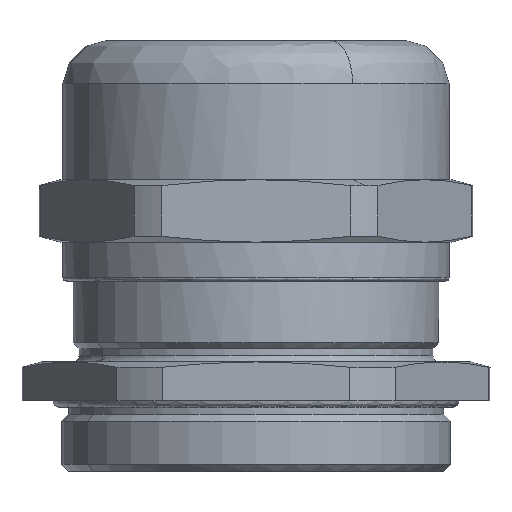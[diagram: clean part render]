
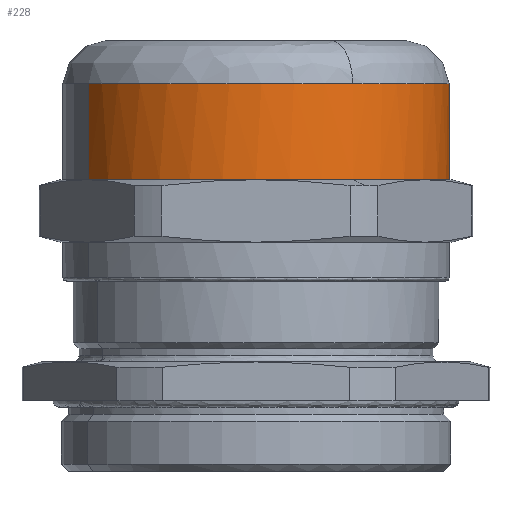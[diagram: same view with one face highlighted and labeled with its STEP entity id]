
A CAD part, left-side view. The second image highlights one B-rep face of the part: STEP entity #228.
In plain terms, the highlighted cylindrical face has radius 24.75 mm (diameter 49.5 mm), a partial arc.
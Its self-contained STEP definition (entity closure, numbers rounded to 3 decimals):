
#214=AXIS2_PLACEMENT_3D('Cylinder Axis2P3D',#211,#212,#213) ;
#218=AXIS2_PLACEMENT_3D('Circle Axis2P3D',#216,#217,$) ;
#55=CARTESIAN_POINT('Vertex',(39.875,8.566,49.65)) ;
#79=CARTESIAN_POINT('Vertex',(6.066,17.625,49.65)) ;
#83=CARTESIAN_POINT('Control Point',(39.875,8.566,49.65)) ;
#84=CARTESIAN_POINT('Control Point',(25.586,0.316,49.65)) ;
#85=CARTESIAN_POINT('Control Point',(12.253,6.908,49.65)) ;
#86=CARTESIAN_POINT('Control Point',(6.066,17.625,49.65)) ;
#113=CARTESIAN_POINT('Vertex',(15.125,51.434,49.65)) ;
#116=CARTESIAN_POINT('Line Origine',(39.875,8.566,43.5)) ;
#120=CARTESIAN_POINT('Vertex',(39.875,8.566,37.35)) ;
#127=CARTESIAN_POINT('Vertex',(15.125,51.434,37.35)) ;
#130=CARTESIAN_POINT('Line Origine',(15.125,51.434,43.5)) ;
#162=CARTESIAN_POINT('Control Point',(6.066,17.625,49.65)) ;
#163=CARTESIAN_POINT('Control Point',(-0.122,28.342,49.65)) ;
#164=CARTESIAN_POINT('Control Point',(0.836,43.184,49.65)) ;
#165=CARTESIAN_POINT('Control Point',(15.125,51.434,49.65)) ;
#211=CARTESIAN_POINT('Axis2P3D Location',(27.5,30.,43.5)) ;
#216=CARTESIAN_POINT('Axis2P3D Location',(27.5,30.,37.35)) ;
#117=DIRECTION('Vector Direction',(0.,0.,-1.)) ;
#131=DIRECTION('Vector Direction',(0.,0.,-1.)) ;
#212=DIRECTION('Axis2P3D Direction',(0.,0.,-1.)) ;
#213=DIRECTION('Axis2P3D XDirection',(0.5,-0.866,0.)) ;
#217=DIRECTION('Axis2P3D Direction',(0.,0.,-1.)) ;
#118=VECTOR('Line Direction',#117,1.) ;
#132=VECTOR('Line Direction',#131,1.) ;
#222=ORIENTED_EDGE('',*,*,#122,.F.) ;
#223=ORIENTED_EDGE('',*,*,#87,.T.) ;
#224=ORIENTED_EDGE('',*,*,#166,.T.) ;
#225=ORIENTED_EDGE('',*,*,#134,.T.) ;
#226=ORIENTED_EDGE('',*,*,#220,.T.) ;
#228=ADVANCED_FACE('Solid1',(#227),#215,.T.) ;
#219=CIRCLE('generated circle',#218,24.75) ;
#215=CYLINDRICAL_SURFACE('generated cylinder',#214,24.75) ;
#87=EDGE_CURVE('',#56,#80,#82,.T.) ;
#122=EDGE_CURVE('',#56,#121,#119,.T.) ;
#134=EDGE_CURVE('',#114,#128,#133,.T.) ;
#166=EDGE_CURVE('',#80,#114,#161,.T.) ;
#220=EDGE_CURVE('',#128,#121,#219,.F.) ;
#221=EDGE_LOOP('',(#222,#223,#224,#225,#226)) ;
#227=FACE_OUTER_BOUND('',#221,.T.) ;
#119=LINE('Line',#116,#118) ;
#133=LINE('Line',#130,#132) ;
#56=VERTEX_POINT('',#55) ;
#80=VERTEX_POINT('',#79) ;
#114=VERTEX_POINT('',#113) ;
#121=VERTEX_POINT('',#120) ;
#128=VERTEX_POINT('',#127) ;
#82=(BOUNDED_CURVE()B_SPLINE_CURVE(3,(#83,#84,#85,#86),.UNSPECIFIED.,.F.,.U.)B_SPLINE_CURVE_WITH_KNOTS((4,4),(68.416,136.833),.UNSPECIFIED.)CURVE()GEOMETRIC_REPRESENTATION_ITEM()RATIONAL_B_SPLINE_CURVE((0.5,0.5,0.667,1.))REPRESENTATION_ITEM('')) ;
#161=(BOUNDED_CURVE()B_SPLINE_CURVE(3,(#162,#163,#164,#165),.UNSPECIFIED.,.F.,.U.)B_SPLINE_CURVE_WITH_KNOTS((4,4),(0.,68.416),.UNSPECIFIED.)CURVE()GEOMETRIC_REPRESENTATION_ITEM()RATIONAL_B_SPLINE_CURVE((1.,0.667,0.5,0.5))REPRESENTATION_ITEM('')) ;
